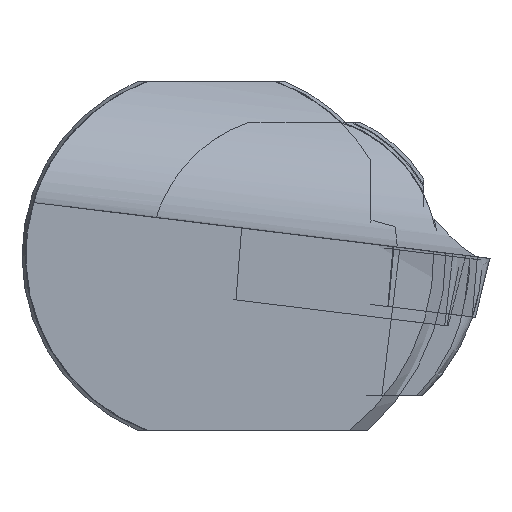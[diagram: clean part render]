
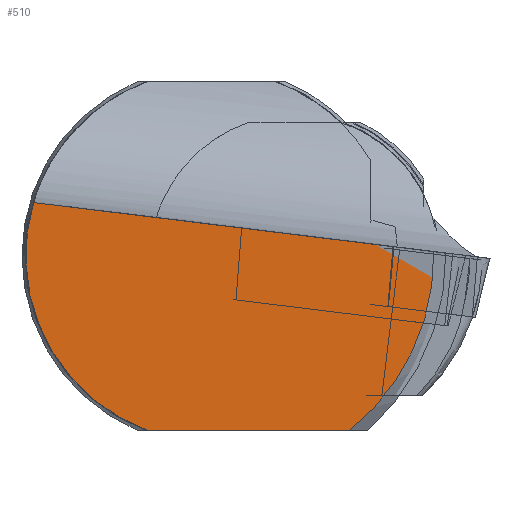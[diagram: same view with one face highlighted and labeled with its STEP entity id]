
A CAD part, left-side view. The second image highlights one B-rep face of the part: STEP entity #510.
In plain terms, the highlighted planar face has unit normal (-1, 0, 0).
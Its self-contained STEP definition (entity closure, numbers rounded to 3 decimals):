
#218=PLANE('',#1762);
#251=FACE_OUTER_BOUND('',#653,.T.);
#345=LINE('',#2360,#429);
#346=LINE('',#2365,#430);
#429=VECTOR('',#1956,1.);
#430=VECTOR('',#1959,1.);
#510=ADVANCED_FACE('',(#251),#218,.T.);
#653=EDGE_LOOP('',(#787,#788,#789,#790));
#787=ORIENTED_EDGE('',*,*,#1445,.F.);
#788=ORIENTED_EDGE('',*,*,#1446,.T.);
#789=ORIENTED_EDGE('',*,*,#1447,.F.);
#790=ORIENTED_EDGE('',*,*,#1448,.T.);
#1267=VERTEX_POINT('',#2361);
#1268=VERTEX_POINT('',#2362);
#1269=VERTEX_POINT('',#2364);
#1270=VERTEX_POINT('',#2366);
#1445=EDGE_CURVE('',#1267,#1268,#345,.T.);
#1446=EDGE_CURVE('',#1267,#1269,#1685,.T.);
#1447=EDGE_CURVE('',#1270,#1269,#346,.T.);
#1448=EDGE_CURVE('',#1270,#1268,#1686,.T.);
#1685=CIRCLE('',#1760,12.25);
#1686=CIRCLE('',#1761,14.654);
#1760=AXIS2_PLACEMENT_3D('',#2363,#1957,#1958);
#1761=AXIS2_PLACEMENT_3D('',#2367,#1960,#1961);
#1762=AXIS2_PLACEMENT_3D('',#2368,#1962,#1963);
#1956=DIRECTION('',(0.,-0.993,-0.122));
#1957=DIRECTION('',(-1.,0.,0.));
#1958=DIRECTION('',(0.,-1.,0.));
#1959=DIRECTION('',(0.,1.,0.));
#1960=DIRECTION('',(-1.,0.,0.));
#1961=DIRECTION('',(0.,0.,1.));
#1962=DIRECTION('',(-1.,0.,0.));
#1963=DIRECTION('',(0.,0.,1.));
#2360=CARTESIAN_POINT('',(0.405,33.527,4.107));
#2361=CARTESIAN_POINT('',(0.405,30.176,3.695));
#2362=CARTESIAN_POINT('',(0.405,3.793,0.456));
#2363=CARTESIAN_POINT('',(0.405,18.444,0.169));
#2364=CARTESIAN_POINT('',(0.405,22.665,-11.331));
#2365=CARTESIAN_POINT('',(0.405,18.444,-11.331));
#2366=CARTESIAN_POINT('',(0.405,9.362,-11.331));
#2367=CARTESIAN_POINT('',(0.405,18.444,0.169));
#2368=CARTESIAN_POINT('',(0.405,18.444,0.169));
